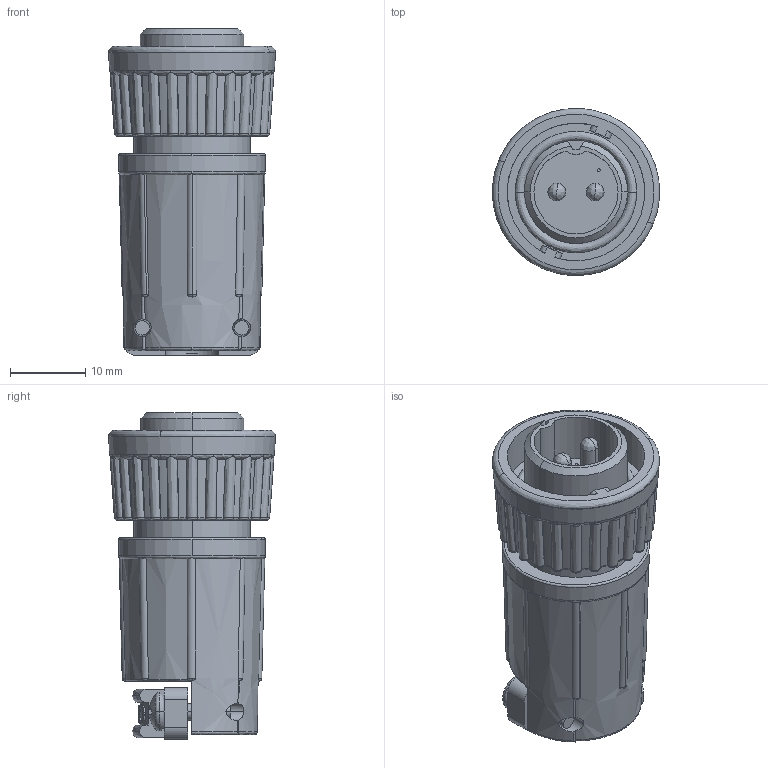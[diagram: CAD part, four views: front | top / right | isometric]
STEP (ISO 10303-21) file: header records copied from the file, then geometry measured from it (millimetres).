
FILE_DESCRIPTION (( 'STEP AP203' ), '1' );
FILE_NAME ('3180-2PG-518.STEP', '2015-09-09T14:21:42', ( '' ), ( '' ), 'SwSTEP 2.0', 'SolidWorks 2014', '' );
FILE_SCHEMA (( 'CONFIG_CONTROL_DESIGN' ));
Length unit declared in the file: inch
Products named in the file (1): 3180-2PG-518
Bounding box: 22.22 x 22.21 x 43.43 mm (x, y, z)
Volume: 9765.7 mm3; surface area: 5316.5 mm2
Topology: 2 solids, 2 shells, 418 faces, 1178 edges, 775 vertices
Faces by surface type: bspline 175, plane 142, cylinder 58, cone 43
Entity records: 19767 total; most frequent: CARTESIAN_POINT 10749, ORIENTED_EDGE 2344, DIRECTION 1301, EDGE_CURVE 1172, VERTEX_POINT 775, AXIS2_PLACEMENT_3D 519, B_SPLINE_CURVE_WITH_KNOTS 468, EDGE_LOOP 439
